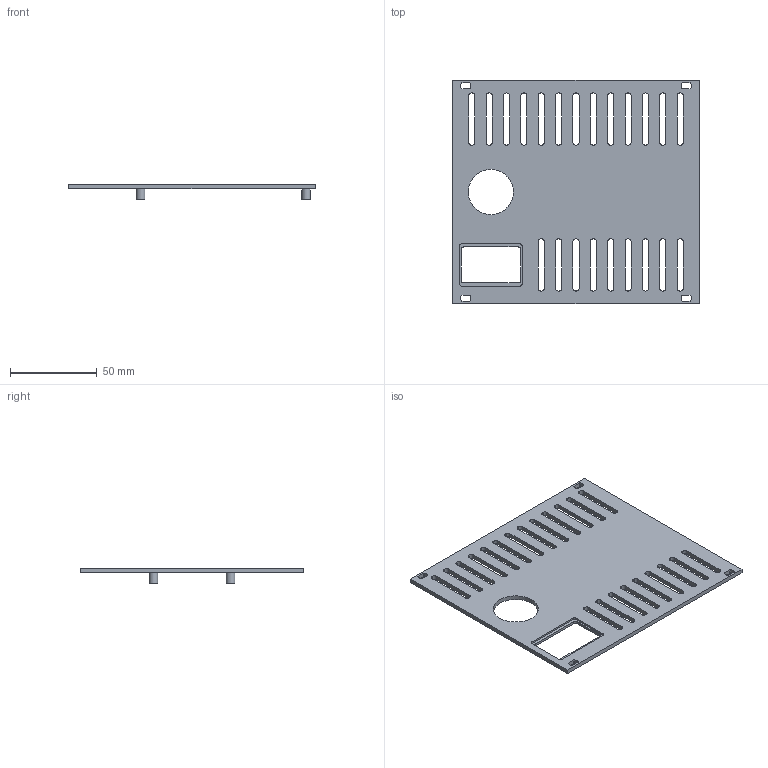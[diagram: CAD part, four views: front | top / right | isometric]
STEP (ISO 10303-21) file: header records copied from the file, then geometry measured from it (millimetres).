
FILE_DESCRIPTION(('Open CASCADE Model'),'2;1');
FILE_NAME('Open CASCADE Shape Model','2021-03-22T22:32:58',('Author'),( 'Open CASCADE'),'Open CASCADE STEP processor 7.2','Open CASCADE 7.2' ,'Unknown');
FILE_SCHEMA(('AUTOMOTIVE_DESIGN { 1 0 10303 214 1 1 1 1 }'));
Length unit declared in the file: millimetre
Products named in the file (6): Open CASCADE STEP translator 7.2 1; Open CASCADE STEP translator 7.2 1.1; Open CASCADE STEP translator 7.2 1.2; Open CASCADE STEP translator 7.2 1.3; Open CASCADE STEP translator 7.2 1.4; Open CASCADE STEP translator 7.2 1.5
Assembly tree (5 placements, depth 2):
  Open CASCADE STEP translator 7.2 1
    Open CASCADE STEP translator 7.2 1.1
    Open CASCADE STEP translator 7.2 1.2
    Open CASCADE STEP translator 7.2 1.3
    Open CASCADE STEP translator 7.2 1.4
    Open CASCADE STEP translator 7.2 1.5
Bounding box: 141.9 x 128.4 x 8.5 mm (x, y, z)
Volume: 36762.3 mm3; surface area: 35906.9 mm2
Topology: 5 solids, 5 shells, 273 faces, 750 edges, 500 vertices
Faces by surface type: cylinder 142, plane 131
Full cylindrical faces by diameter (mm): 2.7 x4, 5 x4, 7 x4
Entity records: 18810 total; most frequent: CARTESIAN_POINT 3229, DIRECTION 3052, LINE 1674, VECTOR 1674, ORIENTED_EDGE 1500, PCURVE 1500, DEFINITIONAL_REPRESENTATION 1500, EDGE_CURVE 750
